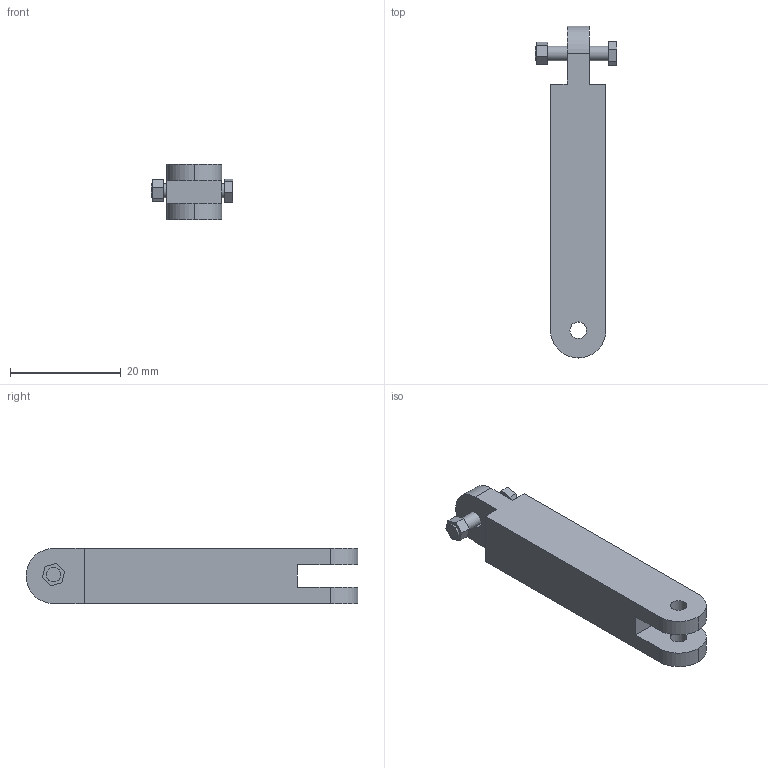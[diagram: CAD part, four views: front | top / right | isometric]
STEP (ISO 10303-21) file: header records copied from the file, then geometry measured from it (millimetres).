
FILE_DESCRIPTION(('HOOPS Exchange Step'),'2;1');
FILE_NAME('temp_export','2023-10-27T22:15:32+02:00',('mobile'),('Shapr3D Limited'),'HOOPS Exchange 2023.2','Shapr3D','Authorized');
FILE_SCHEMA( ('AUTOMOTIVE_DESIGN { 1 0 10303 214 1 1 1 1 }') );
Length unit declared in the file: millimetre
Products named in the file (1): Thigh
Bounding box: 14.8 x 60 x 10 mm (x, y, z)
Volume: 4866.4 mm3; surface area: 2751.7 mm2
Topology: 3 solids, 3 shells, 38 faces, 97 edges, 66 vertices
Faces by surface type: plane 28, cylinder 10
Full cylindrical faces by diameter (mm): 2.6 x1, 3 x3
Entity records: 1191 total; most frequent: CARTESIAN_POINT 202, DIRECTION 199, ORIENTED_EDGE 194, EDGE_CURVE 97, VECTOR 73, LINE 73, VERTEX_POINT 66, AXIS2_PLACEMENT_3D 63
